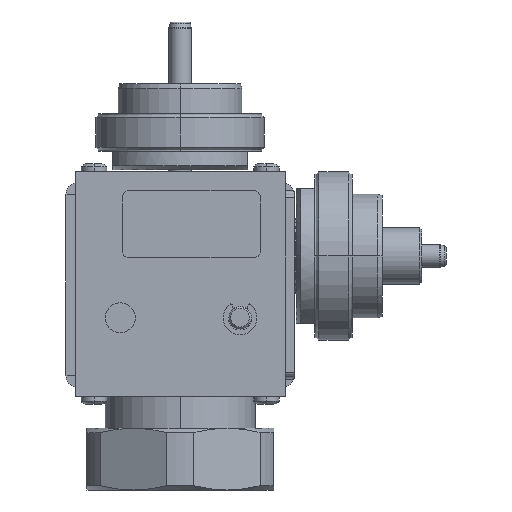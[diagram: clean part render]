
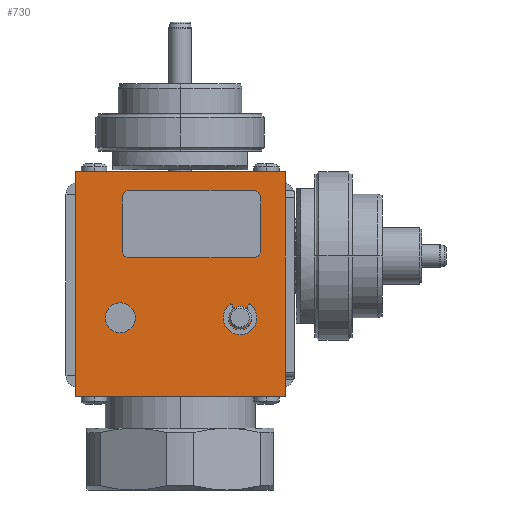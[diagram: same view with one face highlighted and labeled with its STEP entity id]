
A CAD part, left-side view. The second image highlights one B-rep face of the part: STEP entity #730.
In plain terms, the highlighted planar face has unit normal (-1, 0, 0).
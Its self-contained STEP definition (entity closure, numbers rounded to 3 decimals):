
#14=DIRECTION('',(0.,0.,1.));
#15=VECTOR('',#14,60.);
#16=CARTESIAN_POINT('',(-20.,0.,-30.));
#17=LINE('',#16,#15);
#34=DIRECTION('',(0.,1.,0.));
#35=VECTOR('',#34,56.);
#36=CARTESIAN_POINT('',(-20.,0.,30.));
#37=LINE('',#36,#35);
#88=DIRECTION('',(0.,1.,0.));
#89=VECTOR('',#88,56.);
#90=CARTESIAN_POINT('',(-20.,0.,-30.));
#91=LINE('',#90,#89);
#92=CARTESIAN_POINT('',(-20.,12.,-9.));
#93=DIRECTION('',(1.,0.,0.));
#94=DIRECTION('',(0.,-1.,0.));
#95=AXIS2_PLACEMENT_3D('',#92,#93,#94);
#97=CARTESIAN_POINT('',(-20.,12.,-9.));
#98=DIRECTION('',(1.,0.,0.));
#99=DIRECTION('',(0.,1.,0.));
#100=AXIS2_PLACEMENT_3D('',#97,#98,#99);
#102=CARTESIAN_POINT('',(-20.,44.,-9.));
#103=DIRECTION('',(1.,0.,0.));
#104=DIRECTION('',(0.,-1.,0.));
#105=AXIS2_PLACEMENT_3D('',#102,#103,#104);
#107=CARTESIAN_POINT('',(-20.,44.,-9.));
#108=DIRECTION('',(1.,0.,0.));
#109=DIRECTION('',(0.,1.,0.));
#110=AXIS2_PLACEMENT_3D('',#107,#108,#109);
#194=DIRECTION('',(0.,0.,1.));
#195=VECTOR('',#194,60.);
#196=CARTESIAN_POINT('',(-20.,56.,-30.));
#197=LINE('',#196,#195);
#490=CARTESIAN_POINT('',(-20.,0.,30.));
#492=VERTEX_POINT('',#490);
#496=CARTESIAN_POINT('',(-20.,0.,-30.));
#497=VERTEX_POINT('',#496);
#506=CARTESIAN_POINT('',(-20.,56.,30.));
#508=VERTEX_POINT('',#506);
#512=CARTESIAN_POINT('',(-20.,56.,-30.));
#513=VERTEX_POINT('',#512);
#610=CARTESIAN_POINT('',(-20.,8.95,-9.));
#611=CARTESIAN_POINT('',(-20.,15.05,-9.));
#612=VERTEX_POINT('',#610);
#613=VERTEX_POINT('',#611);
#614=CARTESIAN_POINT('',(-20.,40.95,-9.));
#615=CARTESIAN_POINT('',(-20.,47.05,-9.));
#616=VERTEX_POINT('',#614);
#617=VERTEX_POINT('',#615);
#705=CARTESIAN_POINT('',(-20.,0.,-30.));
#706=DIRECTION('',(-1.,0.,0.));
#707=DIRECTION('',(0.,0.,1.));
#708=AXIS2_PLACEMENT_3D('',#705,#706,#707);
#709=PLANE('',#708);
#710=ORIENTED_EDGE('',*,*,#645,.F.);
#712=ORIENTED_EDGE('',*,*,#711,.T.);
#714=ORIENTED_EDGE('',*,*,#713,.T.);
#715=ORIENTED_EDGE('',*,*,#666,.F.);
#716=EDGE_LOOP('',(#710,#712,#714,#715));
#717=FACE_OUTER_BOUND('',#716,.F.);
#719=ORIENTED_EDGE('',*,*,#718,.F.);
#721=ORIENTED_EDGE('',*,*,#720,.F.);
#722=EDGE_LOOP('',(#719,#721));
#723=FACE_BOUND('',#722,.F.);
#725=ORIENTED_EDGE('',*,*,#724,.F.);
#727=ORIENTED_EDGE('',*,*,#726,.F.);
#728=EDGE_LOOP('',(#725,#727));
#729=FACE_BOUND('',#728,.F.);
#730=ADVANCED_FACE('',(#717,#723,#729),#709,.T.);
#96=CIRCLE('',#95,3.05);
#101=CIRCLE('',#100,3.05);
#106=CIRCLE('',#105,3.05);
#111=CIRCLE('',#110,3.05);
#645=EDGE_CURVE('',#497,#492,#17,.T.);
#666=EDGE_CURVE('',#492,#508,#37,.T.);
#711=EDGE_CURVE('',#497,#513,#91,.T.);
#713=EDGE_CURVE('',#513,#508,#197,.T.);
#718=EDGE_CURVE('',#612,#613,#96,.T.);
#720=EDGE_CURVE('',#613,#612,#101,.T.);
#724=EDGE_CURVE('',#616,#617,#106,.T.);
#726=EDGE_CURVE('',#617,#616,#111,.T.);
